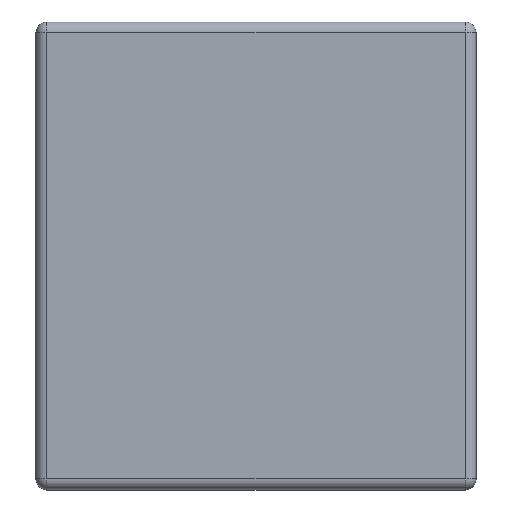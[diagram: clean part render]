
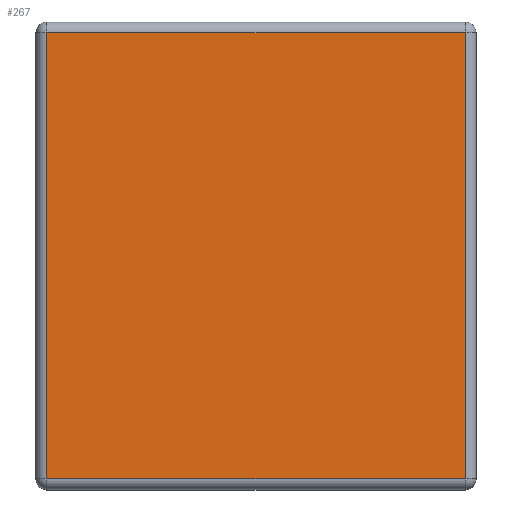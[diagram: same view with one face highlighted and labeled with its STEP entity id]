
A CAD part, top view. The second image highlights one B-rep face of the part: STEP entity #267.
In plain terms, the highlighted planar face has unit normal (0, 0, 1).
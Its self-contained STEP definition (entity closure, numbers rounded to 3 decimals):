
#17=PLANE('',#315);
#25=LINE('',#437,#45);
#31=LINE('',#466,#51);
#33=LINE('',#469,#53);
#35=LINE('',#472,#55);
#45=VECTOR('',#351,10.);
#51=VECTOR('',#383,10.);
#53=VECTOR('',#387,10.);
#55=VECTOR('',#391,10.);
#83=FACE_OUTER_BOUND('',#101,.T.);
#101=EDGE_LOOP('',(#229,#230,#231,#232));
#122=VERTEX_POINT('',#412);
#127=VERTEX_POINT('',#425);
#132=VERTEX_POINT('',#441);
#137=VERTEX_POINT('',#454);
#153=EDGE_CURVE('',#122,#127,#25,.T.);
#167=EDGE_CURVE('',#127,#137,#31,.T.);
#169=EDGE_CURVE('',#137,#132,#33,.T.);
#171=EDGE_CURVE('',#132,#122,#35,.T.);
#229=ORIENTED_EDGE('',*,*,#153,.F.);
#230=ORIENTED_EDGE('',*,*,#171,.F.);
#231=ORIENTED_EDGE('',*,*,#169,.F.);
#232=ORIENTED_EDGE('',*,*,#167,.F.);
#267=ADVANCED_FACE('',(#83),#17,.T.);
#315=AXIS2_PLACEMENT_3D('',#478,#399,#400);
#351=DIRECTION('',(0.,1.,0.));
#383=DIRECTION('',(1.,0.,0.));
#387=DIRECTION('',(0.,-1.,0.));
#391=DIRECTION('',(-1.,0.,0.));
#399=DIRECTION('center_axis',(0.,0.,1.));
#400=DIRECTION('ref_axis',(1.,0.,0.));
#412=CARTESIAN_POINT('',(-4.99,-4.901,4.));
#425=CARTESIAN_POINT('',(-4.99,5.394,4.));
#437=CARTESIAN_POINT('',(-4.99,2.946,4.));
#441=CARTESIAN_POINT('',(4.67,-4.901,4.));
#454=CARTESIAN_POINT('',(4.67,5.394,4.));
#466=CARTESIAN_POINT('',(2.38,5.394,4.));
#469=CARTESIAN_POINT('',(4.67,-2.452,4.));
#472=CARTESIAN_POINT('',(-2.7,-4.901,4.));
#478=CARTESIAN_POINT('Origin',(-0.16,0.247,4.));
